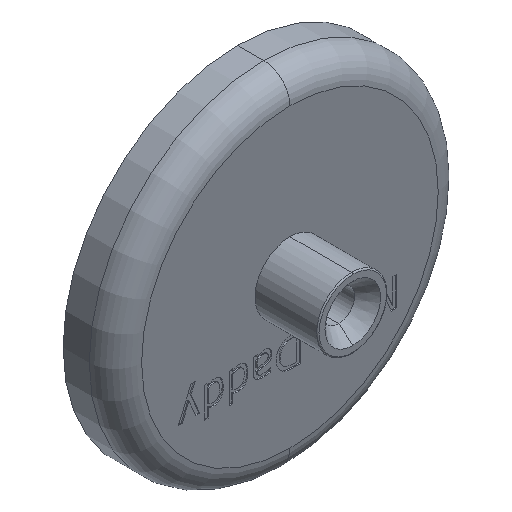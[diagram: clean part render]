
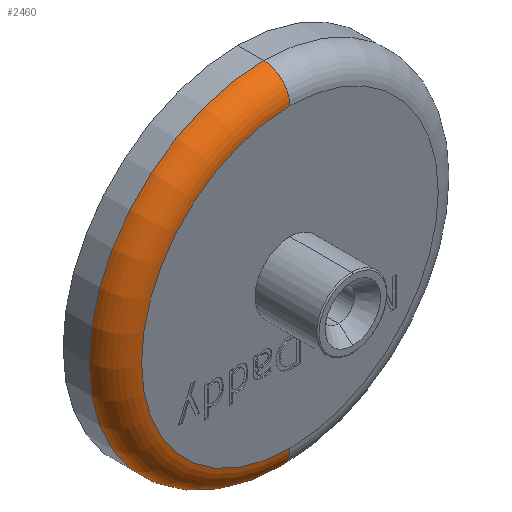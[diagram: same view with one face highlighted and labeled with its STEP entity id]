
A CAD part, isometric view. The second image highlights one B-rep face of the part: STEP entity #2460.
In plain terms, the highlighted toroidal (fillet/blend) face has major radius 12.75 mm and minor radius 2.25 mm.
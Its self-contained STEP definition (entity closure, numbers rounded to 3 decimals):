
#150 = VERTEX_POINT ( 'NONE', #3576 ) ;
#268 = AXIS2_PLACEMENT_3D ( 'NONE', #1428, #2815, #4101 ) ;
#397 = EDGE_CURVE ( 'NONE', #5190, #150, #3739, .T. ) ;
#887 = VERTEX_POINT ( 'NONE', #1788 ) ;
#1328 = CARTESIAN_POINT ( 'NONE',  ( 0., 0., 0. ) ) ;
#1366 = DIRECTION ( 'NONE',  ( 0., 0., -1. ) ) ;
#1428 = CARTESIAN_POINT ( 'NONE',  ( 0., 2.25, 0. ) ) ;
#1788 = CARTESIAN_POINT ( 'NONE',  ( 0., 0., -12.75 ) ) ;
#1813 = ORIENTED_EDGE ( 'NONE', *, *, #397, .T. ) ;
#2395 = VERTEX_POINT ( 'NONE', #5174 ) ;
#2423 = CIRCLE ( 'NONE', #4605, 2.25 ) ;
#2460 = ADVANCED_FACE ( 'NONE', ( #2736 ), #3908, .T. ) ;
#2553 = DIRECTION ( 'NONE',  ( 0., 1., 0. ) ) ;
#2736 = FACE_OUTER_BOUND ( 'NONE', #5164, .T. ) ;
#2782 = DIRECTION ( 'NONE',  ( 1., 0., 0. ) ) ;
#2815 = DIRECTION ( 'NONE',  ( 0., 1., 0. ) ) ;
#2816 = EDGE_CURVE ( 'NONE', #887, #2395, #2423, .T. ) ;
#3038 = CARTESIAN_POINT ( 'NONE',  ( 0., 0., 12.75 ) ) ;
#3186 = ORIENTED_EDGE ( 'NONE', *, *, #5541, .F. ) ;
#3576 = CARTESIAN_POINT ( 'NONE',  ( 0., 2.25, 15. ) ) ;
#3663 = DIRECTION ( 'NONE',  ( 0., 0., 1. ) ) ;
#3739 = CIRCLE ( 'NONE', #6739, 2.25 ) ;
#3908 = TOROIDAL_SURFACE ( 'NONE', #268, 12.75, 2.25 ) ;
#4101 = DIRECTION ( 'NONE',  ( 0., 0., 1. ) ) ;
#4318 = CARTESIAN_POINT ( 'NONE',  ( 0., 2.25, 0. ) ) ;
#4582 = AXIS2_PLACEMENT_3D ( 'NONE', #4318, #6780, #5520 ) ;
#4605 = AXIS2_PLACEMENT_3D ( 'NONE', #7186, #2782, #1366 ) ;
#4648 = EDGE_CURVE ( 'NONE', #887, #5190, #5802, .T. ) ;
#4916 = ORIENTED_EDGE ( 'NONE', *, *, #4648, .T. ) ;
#5164 = EDGE_LOOP ( 'NONE', ( #7946, #4916, #1813, #3186 ) ) ;
#5174 = CARTESIAN_POINT ( 'NONE',  ( 0., 2.25, -15. ) ) ;
#5190 = VERTEX_POINT ( 'NONE', #3038 ) ;
#5520 = DIRECTION ( 'NONE',  ( 0., 0., 1. ) ) ;
#5541 = EDGE_CURVE ( 'NONE', #2395, #150, #6752, .T. ) ;
#5802 = CIRCLE ( 'NONE', #6071, 12.75 ) ;
#6071 = AXIS2_PLACEMENT_3D ( 'NONE', #1328, #2553, #7106 ) ;
#6739 = AXIS2_PLACEMENT_3D ( 'NONE', #8216, #8178, #3663 ) ;
#6752 = CIRCLE ( 'NONE', #4582, 15. ) ;
#6780 = DIRECTION ( 'NONE',  ( 0., 1., 0. ) ) ;
#7106 = DIRECTION ( 'NONE',  ( 0., 0., 1. ) ) ;
#7186 = CARTESIAN_POINT ( 'NONE',  ( 0., 2.25, -12.75 ) ) ;
#7946 = ORIENTED_EDGE ( 'NONE', *, *, #2816, .F. ) ;
#8178 = DIRECTION ( 'NONE',  ( -1., 0., 0. ) ) ;
#8216 = CARTESIAN_POINT ( 'NONE',  ( 0., 2.25, 12.75 ) ) ;
